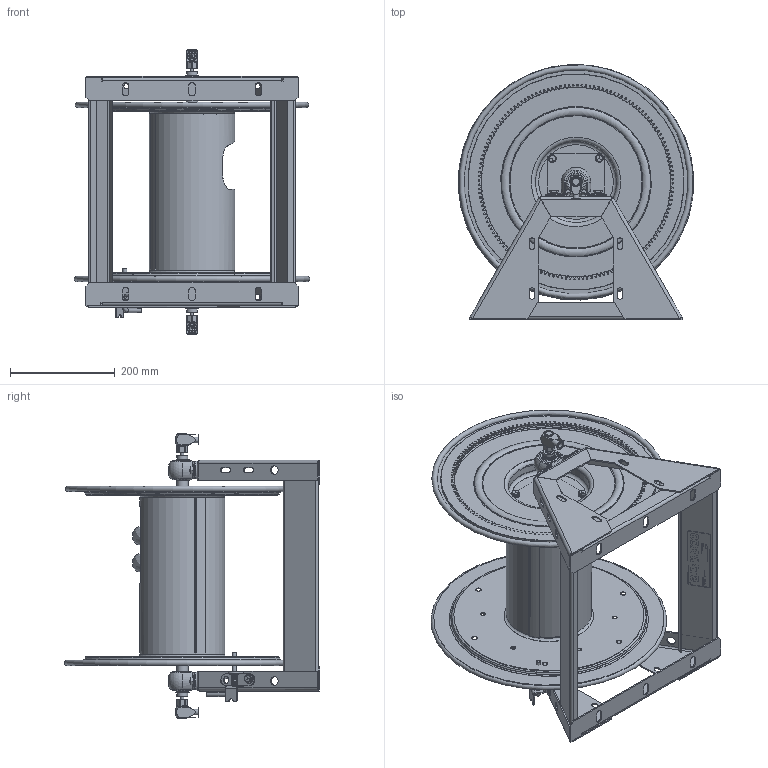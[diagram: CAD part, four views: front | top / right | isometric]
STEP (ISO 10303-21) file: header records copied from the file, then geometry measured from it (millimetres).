
FILE_DESCRIPTION(/* description */ (''),/* implementation_level */ '2;1');
FILE_NAME(/* name */ '1275HPL-D-12_SHARED.stp',/* time_stamp */ '2020-03-16T10:07:08-07:00',/* author */ ('NMelton'),/* organization */ (''),/* preprocessor_version */ 'ST-DEVELOPER v17',/* originating_system */ 'Autodesk Inventor 2019',/* authorisation */ '');
FILE_SCHEMA (('AUTOMOTIVE_DESIGN { 1 0 10303 214 3 1 1 }'));
Products named in the file (1): 1275HPL-D-12_SHARED
Bounding box: 450.47 x 487.75 x 546.35 mm (x, y, z)
Surface area: 1725140.7 mm2 (no closed solid volume)
Topology: 0 solids, 125 shells, 2732 faces, 9418 edges, 6603 vertices
Faces by surface type: cylinder 1133, plane 861, cone 307, bspline 293, torus 104, sphere 34
Full cylindrical faces by diameter (mm): 1.245 x4, 1.321 x4, 2.54 x1, 3.048 x1, 3.975 x6, 6.35 x2, 6.985 x4, 7.925 x3, 7.938 x11, 8.382 x2, 8.636 x6, 8.738 x1, 8.763 x1, 10.414 x6, 10.592 x2, 11.43 x9, 12.37 x2, 12.7 x4, 12.859 x4, 13.398 x2, 13.868 x2, 14.186 x4, 15.875 x2, 16.662 x4, 16.764 x1, 17.615 x1, 18.644 x2, 19.253 x2, 20.625 x4, 20.955 x4
Entity records: 118267 total; most frequent: CARTESIAN_POINT 39774, ORIENTED_EDGE 15439, DIRECTION 14460, EDGE_CURVE 9358, VERTEX_POINT 6603, AXIS2_PLACEMENT_3D 5177, LINE 4106, VECTOR 4106
